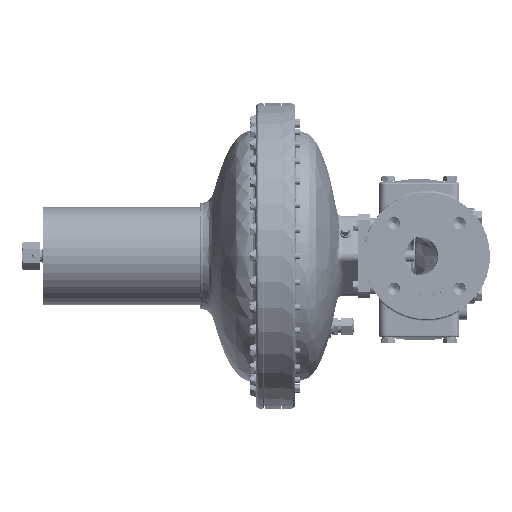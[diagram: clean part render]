
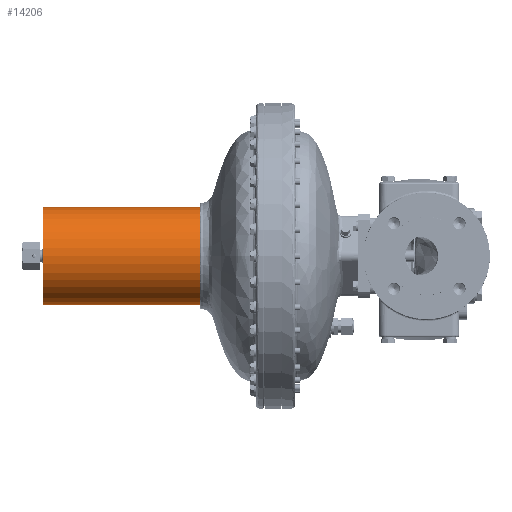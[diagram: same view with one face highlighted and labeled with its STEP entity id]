
A CAD part, left-side view. The second image highlights one B-rep face of the part: STEP entity #14206.
In plain terms, the highlighted cylindrical face has radius 63.5 mm (diameter 127 mm), a partial arc.
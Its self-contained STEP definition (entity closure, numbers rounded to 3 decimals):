
#3311 = EDGE_LOOP ( 'NONE', ( #69154, #93498, #105247, #132077 ) ) ;
#5524 = VECTOR ( 'NONE', #45042, 1000. ) ;
#6985 = CARTESIAN_POINT ( 'NONE',  ( 121., 491.3, -63.5 ) ) ;
#12557 = VERTEX_POINT ( 'NONE', #105764 ) ;
#14206 = ADVANCED_FACE ( 'NONE', ( #115562 ), #23546, .T. ) ;
#14211 = DIRECTION ( 'NONE',  ( 0., -1., 0. ) ) ;
#23546 = CYLINDRICAL_SURFACE ( 'NONE', #101493, 63.5 ) ;
#23913 = CARTESIAN_POINT ( 'NONE',  ( 121., 286.3, 0. ) ) ;
#24245 = EDGE_CURVE ( 'NONE', #145837, #107185, #82072, .T. ) ;
#31434 = CIRCLE ( 'NONE', #41339, 63.5 ) ;
#32936 = CARTESIAN_POINT ( 'NONE',  ( 121., 491.3, 63.5 ) ) ;
#35948 = DIRECTION ( 'NONE',  ( 0., 0., -1. ) ) ;
#36822 = DIRECTION ( 'NONE',  ( 0., 0., -1. ) ) ;
#41339 = AXIS2_PLACEMENT_3D ( 'NONE', #23913, #107911, #35948 ) ;
#45042 = DIRECTION ( 'NONE',  ( 0., -1., 0. ) ) ;
#58452 = CARTESIAN_POINT ( 'NONE',  ( 121., 286.3, -63.5 ) ) ;
#69154 = ORIENTED_EDGE ( 'NONE', *, *, #111823, .F. ) ;
#82072 = LINE ( 'NONE', #99604, #110202 ) ;
#84240 = AXIS2_PLACEMENT_3D ( 'NONE', #86151, #14211, #98192 ) ;
#86151 = CARTESIAN_POINT ( 'NONE',  ( 121., 491.3, 0. ) ) ;
#88626 = CARTESIAN_POINT ( 'NONE',  ( 121., 491.3, 63.5 ) ) ;
#93498 = ORIENTED_EDGE ( 'NONE', *, *, #109315, .T. ) ;
#96020 = EDGE_CURVE ( 'NONE', #107185, #12557, #31434, .T. ) ;
#98192 = DIRECTION ( 'NONE',  ( 0., 0., -1. ) ) ;
#99604 = CARTESIAN_POINT ( 'NONE',  ( 121., 491.3, -63.5 ) ) ;
#101493 = AXIS2_PLACEMENT_3D ( 'NONE', #120859, #132981, #36822 ) ;
#102040 = VERTEX_POINT ( 'NONE', #88626 ) ;
#105247 = ORIENTED_EDGE ( 'NONE', *, *, #24245, .T. ) ;
#105764 = CARTESIAN_POINT ( 'NONE',  ( 121., 286.3, 63.5 ) ) ;
#107185 = VERTEX_POINT ( 'NONE', #58452 ) ;
#107911 = DIRECTION ( 'NONE',  ( 0., 1., 0. ) ) ;
#109315 = EDGE_CURVE ( 'NONE', #102040, #145837, #154685, .T. ) ;
#110202 = VECTOR ( 'NONE', #111683, 1000. ) ;
#111683 = DIRECTION ( 'NONE',  ( 0., -1., 0. ) ) ;
#111823 = EDGE_CURVE ( 'NONE', #102040, #12557, #133354, .T. ) ;
#115562 = FACE_OUTER_BOUND ( 'NONE', #3311, .T. ) ;
#120859 = CARTESIAN_POINT ( 'NONE',  ( 121., 491.3, 0. ) ) ;
#132077 = ORIENTED_EDGE ( 'NONE', *, *, #96020, .T. ) ;
#132981 = DIRECTION ( 'NONE',  ( 0., -1., 0. ) ) ;
#133354 = LINE ( 'NONE', #32936, #5524 ) ;
#145837 = VERTEX_POINT ( 'NONE', #6985 ) ;
#154685 = CIRCLE ( 'NONE', #84240, 63.5 ) ;
